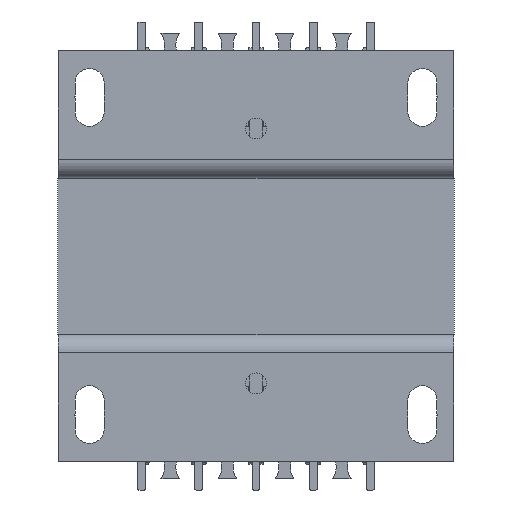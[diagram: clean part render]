
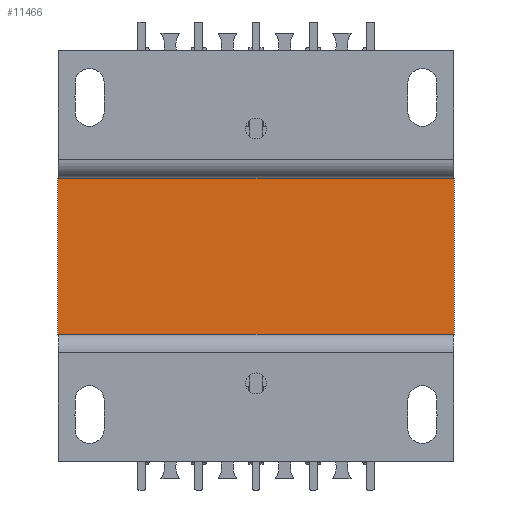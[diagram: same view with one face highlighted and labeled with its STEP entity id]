
A CAD part, front view. The second image highlights one B-rep face of the part: STEP entity #11466.
In plain terms, the highlighted planar face has unit normal (0, -1, 0).
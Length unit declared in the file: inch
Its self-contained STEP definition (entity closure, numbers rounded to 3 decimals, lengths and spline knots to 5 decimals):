
#100 = ORIENTED_EDGE ( 'NONE', *, *, #101615, .T. ) ;
#2874 = VECTOR ( 'NONE', #24397, 39.37008 ) ;
#3936 = CARTESIAN_POINT ( 'NONE',  ( 1.5, -1.25, -0.59055 ) ) ;
#9077 = DIRECTION ( 'NONE',  ( 0., 0., -1. ) ) ;
#11466 = ADVANCED_FACE ( 'NONE', ( #118065 ), #22749, .F. ) ;
#14470 = CARTESIAN_POINT ( 'NONE',  ( -1.5, -1.25, 0.59055 ) ) ;
#16224 = EDGE_CURVE ( 'NONE', #28516, #25801, #84357, .T. ) ;
#18291 = DIRECTION ( 'NONE',  ( 0., 0., 1. ) ) ;
#22749 = PLANE ( 'NONE',  #82999 ) ;
#24397 = DIRECTION ( 'NONE',  ( 1., 0., 0. ) ) ;
#24891 = DIRECTION ( 'NONE',  ( 1., 0., 0. ) ) ;
#25801 = VERTEX_POINT ( 'NONE', #44059 ) ;
#28467 = CARTESIAN_POINT ( 'NONE',  ( -1.5, -1.25, 0.59055 ) ) ;
#28516 = VERTEX_POINT ( 'NONE', #72972 ) ;
#32809 = LINE ( 'NONE', #59121, #40479 ) ;
#33120 = ORIENTED_EDGE ( 'NONE', *, *, #62119, .T. ) ;
#33235 = EDGE_CURVE ( 'NONE', #97893, #25801, #32809, .T. ) ;
#40479 = VECTOR ( 'NONE', #18291, 39.37008 ) ;
#43845 = LINE ( 'NONE', #122401, #63739 ) ;
#44059 = CARTESIAN_POINT ( 'NONE',  ( 1.5, -1.25, 0.59055 ) ) ;
#45345 = VECTOR ( 'NONE', #9077, 39.37008 ) ;
#59121 = CARTESIAN_POINT ( 'NONE',  ( 1.5, -1.25, 0.59055 ) ) ;
#62119 = EDGE_CURVE ( 'NONE', #107795, #97893, #43845, .T. ) ;
#63739 = VECTOR ( 'NONE', #24891, 39.37008 ) ;
#66055 = CARTESIAN_POINT ( 'NONE',  ( -1.5, -1.25, -0.59055 ) ) ;
#71301 = DIRECTION ( 'NONE',  ( 0., 1., 0. ) ) ;
#72972 = CARTESIAN_POINT ( 'NONE',  ( -1.5, -1.25, 0.59055 ) ) ;
#80734 = CARTESIAN_POINT ( 'NONE',  ( -1.5, -1.25, 0.59055 ) ) ;
#81148 = DIRECTION ( 'NONE',  ( 0., 0., 1. ) ) ;
#82999 = AXIS2_PLACEMENT_3D ( 'NONE', #80734, #71301, #81148 ) ;
#84357 = LINE ( 'NONE', #14470, #2874 ) ;
#89410 = ORIENTED_EDGE ( 'NONE', *, *, #33235, .T. ) ;
#97893 = VERTEX_POINT ( 'NONE', #3936 ) ;
#101615 = EDGE_CURVE ( 'NONE', #28516, #107795, #108331, .T. ) ;
#101734 = EDGE_LOOP ( 'NONE', ( #89410, #103266, #100, #33120 ) ) ;
#103266 = ORIENTED_EDGE ( 'NONE', *, *, #16224, .F. ) ;
#107795 = VERTEX_POINT ( 'NONE', #66055 ) ;
#108331 = LINE ( 'NONE', #28467, #45345 ) ;
#118065 = FACE_OUTER_BOUND ( 'NONE', #101734, .T. ) ;
#122401 = CARTESIAN_POINT ( 'NONE',  ( -1.5, -1.25, -0.59055 ) ) ;
